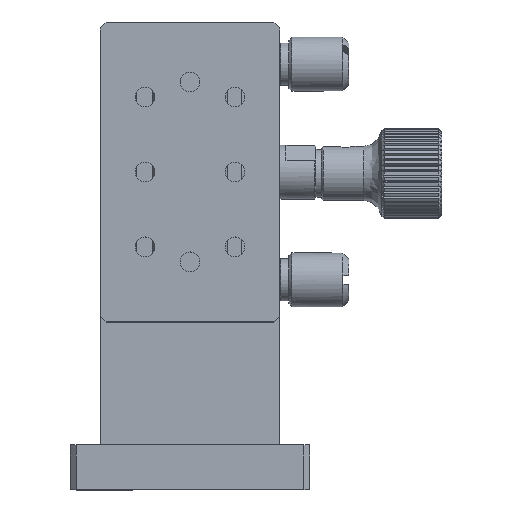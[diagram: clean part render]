
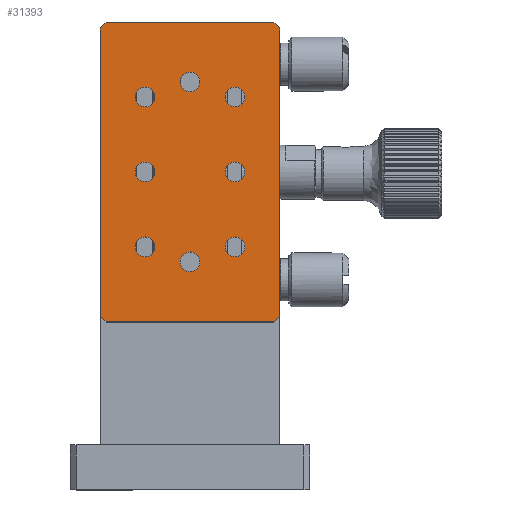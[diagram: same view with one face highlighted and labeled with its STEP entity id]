
A CAD part, top view. The second image highlights one B-rep face of the part: STEP entity #31393.
In plain terms, the highlighted planar face has unit normal (0, 0, 1).
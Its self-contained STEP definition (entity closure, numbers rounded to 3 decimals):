
#544 = ORIENTED_EDGE ( 'NONE', *, *, #22262, .T. ) ;
#595 = EDGE_CURVE ( 'NONE', #25746, #25746, #10522, .T. ) ;
#1920 = LINE ( 'NONE', #91650, #47358 ) ;
#4480 = VERTEX_POINT ( 'NONE', #115847 ) ;
#5221 = CIRCLE ( 'NONE', #12904, 1.65 ) ;
#5225 = CARTESIAN_POINT ( 'NONE',  ( -15., 77., 7.5 ) ) ;
#5404 = DIRECTION ( 'NONE',  ( 1., 0., 0. ) ) ;
#5482 = CARTESIAN_POINT ( 'NONE',  ( -14., 28., 7.5 ) ) ;
#5984 = CARTESIAN_POINT ( 'NONE',  ( -15., 29., 7.5 ) ) ;
#7191 = DIRECTION ( 'NONE',  ( 1., 0., 0. ) ) ;
#7308 = EDGE_LOOP ( 'NONE', ( #27938 ) ) ;
#7710 = DIRECTION ( 'NONE',  ( 0., 1., 0. ) ) ;
#8218 = FACE_BOUND ( 'NONE', #114209, .T. ) ;
#8797 = DIRECTION ( 'NONE',  ( 1., 0., 0. ) ) ;
#9237 = LINE ( 'NONE', #71465, #51332 ) ;
#10522 = CIRCLE ( 'NONE', #94523, 1.65 ) ;
#10981 = EDGE_LOOP ( 'NONE', ( #64732 ) ) ;
#12904 = AXIS2_PLACEMENT_3D ( 'NONE', #94834, #49989, #67340 ) ;
#13535 = EDGE_LOOP ( 'NONE', ( #103001 ) ) ;
#14086 = CARTESIAN_POINT ( 'NONE',  ( 7.5, 65.5, 7.5 ) ) ;
#14844 = CARTESIAN_POINT ( 'NONE',  ( 9.15, 53., 7.5 ) ) ;
#14878 = LINE ( 'NONE', #69318, #97375 ) ;
#16190 = LINE ( 'NONE', #52667, #41602 ) ;
#17616 = DIRECTION ( 'NONE',  ( 0.707, 0.707, 0. ) ) ;
#17765 = PLANE ( 'NONE',  #94736 ) ;
#18253 = VERTEX_POINT ( 'NONE', #83162 ) ;
#19419 = VERTEX_POINT ( 'NONE', #5984 ) ;
#20618 = CARTESIAN_POINT ( 'NONE',  ( 14., 28., 7.5 ) ) ;
#21146 = EDGE_CURVE ( 'NONE', #47132, #46548, #9237, .T. ) ;
#22262 = EDGE_CURVE ( 'NONE', #83669, #83669, #5221, .T. ) ;
#22771 = CARTESIAN_POINT ( 'NONE',  ( 0., 38., 7.5 ) ) ;
#23201 = ORIENTED_EDGE ( 'NONE', *, *, #595, .T. ) ;
#23954 = CARTESIAN_POINT ( 'NONE',  ( 14., 78., 7.5 ) ) ;
#25575 = FACE_BOUND ( 'NONE', #110947, .T. ) ;
#25746 = VERTEX_POINT ( 'NONE', #80754 ) ;
#26709 = AXIS2_PLACEMENT_3D ( 'NONE', #83969, #94110, #92934 ) ;
#26752 = FACE_BOUND ( 'NONE', #7308, .T. ) ;
#27757 = EDGE_CURVE ( 'NONE', #87216, #87216, #40847, .T. ) ;
#27897 = FACE_BOUND ( 'NONE', #39582, .T. ) ;
#27938 = ORIENTED_EDGE ( 'NONE', *, *, #32928, .T. ) ;
#28834 = DIRECTION ( 'NONE',  ( 1., 0., 0. ) ) ;
#30021 = EDGE_CURVE ( 'NONE', #113501, #113501, #96321, .T. ) ;
#30278 = VERTEX_POINT ( 'NONE', #48807 ) ;
#30426 = VECTOR ( 'NONE', #69406, 1000. ) ;
#31393 = ADVANCED_FACE ( 'NONE', ( #72796, #100832, #25575, #45255, #36306, #80585, #8218, #27897, #26752 ), #17765, .T. ) ;
#31948 = EDGE_CURVE ( 'NONE', #68095, #68095, #64189, .T. ) ;
#32928 = EDGE_CURVE ( 'NONE', #77657, #77657, #89273, .T. ) ;
#34981 = EDGE_LOOP ( 'NONE', ( #53014 ) ) ;
#35895 = AXIS2_PLACEMENT_3D ( 'NONE', #83837, #103518, #28834 ) ;
#36306 = FACE_BOUND ( 'NONE', #10981, .T. ) ;
#37689 = ORIENTED_EDGE ( 'NONE', *, *, #111730, .T. ) ;
#38226 = CARTESIAN_POINT ( 'NONE',  ( 9.15, 40.5, 7.5 ) ) ;
#39132 = EDGE_CURVE ( 'NONE', #79462, #4480, #59642, .T. ) ;
#39582 = EDGE_LOOP ( 'NONE', ( #544 ) ) ;
#40320 = VECTOR ( 'NONE', #48301, 1000. ) ;
#40586 = CARTESIAN_POINT ( 'NONE',  ( -5.85, 65.5, 7.5 ) ) ;
#40698 = DIRECTION ( 'NONE',  ( 0., 0., -1. ) ) ;
#40847 = CIRCLE ( 'NONE', #73371, 1.65 ) ;
#41602 = VECTOR ( 'NONE', #109829, 1000. ) ;
#42737 = CARTESIAN_POINT ( 'NONE',  ( -15., 77., 7.5 ) ) ;
#43140 = EDGE_CURVE ( 'NONE', #79462, #19419, #59824, .T. ) ;
#44234 = EDGE_CURVE ( 'NONE', #46548, #18253, #14878, .T. ) ;
#44691 = CARTESIAN_POINT ( 'NONE',  ( 15., 78., 7.5 ) ) ;
#45255 = FACE_BOUND ( 'NONE', #103305, .T. ) ;
#46548 = VERTEX_POINT ( 'NONE', #92399 ) ;
#46773 = DIRECTION ( 'NONE',  ( 1., 0., 0. ) ) ;
#47132 = VERTEX_POINT ( 'NONE', #20618 ) ;
#47358 = VECTOR ( 'NONE', #46773, 1000. ) ;
#47774 = CIRCLE ( 'NONE', #26709, 1.65 ) ;
#48301 = DIRECTION ( 'NONE',  ( 0.707, 0.707, 0. ) ) ;
#48807 = CARTESIAN_POINT ( 'NONE',  ( 1.65, 68., 7.5 ) ) ;
#49989 = DIRECTION ( 'NONE',  ( 0., 0., -1. ) ) ;
#50295 = CARTESIAN_POINT ( 'NONE',  ( 15., 77., 7.5 ) ) ;
#51332 = VECTOR ( 'NONE', #17616, 1000. ) ;
#51533 = CARTESIAN_POINT ( 'NONE',  ( -7.5, 40.5, 7.5 ) ) ;
#52667 = CARTESIAN_POINT ( 'NONE',  ( -14., 28., 7.5 ) ) ;
#53014 = ORIENTED_EDGE ( 'NONE', *, *, #86357, .T. ) ;
#53472 = DIRECTION ( 'NONE',  ( 0., 0., -1. ) ) ;
#54666 = ORIENTED_EDGE ( 'NONE', *, *, #31948, .T. ) ;
#58966 = VERTEX_POINT ( 'NONE', #95450 ) ;
#59368 = VERTEX_POINT ( 'NONE', #5482 ) ;
#59642 = LINE ( 'NONE', #5225, #40320 ) ;
#59824 = LINE ( 'NONE', #69990, #30426 ) ;
#60482 = DIRECTION ( 'NONE',  ( 1., 0., 0. ) ) ;
#61249 = CARTESIAN_POINT ( 'NONE',  ( 7.5, 53., 7.5 ) ) ;
#61697 = ORIENTED_EDGE ( 'NONE', *, *, #81165, .T. ) ;
#62982 = DIRECTION ( 'NONE',  ( -1., 0., 0. ) ) ;
#62997 = ORIENTED_EDGE ( 'NONE', *, *, #44234, .T. ) ;
#64189 = CIRCLE ( 'NONE', #100441, 1.65 ) ;
#64732 = ORIENTED_EDGE ( 'NONE', *, *, #27757, .T. ) ;
#65741 = AXIS2_PLACEMENT_3D ( 'NONE', #61249, #53472, #89955 ) ;
#67340 = DIRECTION ( 'NONE',  ( 1., 0., 0. ) ) ;
#67663 = DIRECTION ( 'NONE',  ( 0.707, -0.707, 0. ) ) ;
#68095 = VERTEX_POINT ( 'NONE', #78837 ) ;
#68240 = AXIS2_PLACEMENT_3D ( 'NONE', #51533, #114876, #60482 ) ;
#69318 = CARTESIAN_POINT ( 'NONE',  ( 15., 78., 7.5 ) ) ;
#69406 = DIRECTION ( 'NONE',  ( 0., -1., 0. ) ) ;
#69990 = CARTESIAN_POINT ( 'NONE',  ( -15., 78., 7.5 ) ) ;
#70640 = VECTOR ( 'NONE', #67663, 1000. ) ;
#71465 = CARTESIAN_POINT ( 'NONE',  ( 14., 28., 7.5 ) ) ;
#72796 = FACE_OUTER_BOUND ( 'NONE', #76606, .T. ) ;
#73371 = AXIS2_PLACEMENT_3D ( 'NONE', #80144, #79545, #7191 ) ;
#76606 = EDGE_LOOP ( 'NONE', ( #91808, #98395, #61697, #82788, #62997, #105826, #107832, #116309 ) ) ;
#77657 = VERTEX_POINT ( 'NONE', #115260 ) ;
#78311 = VERTEX_POINT ( 'NONE', #23954 ) ;
#78837 = CARTESIAN_POINT ( 'NONE',  ( 9.15, 65.5, 7.5 ) ) ;
#79462 = VERTEX_POINT ( 'NONE', #42737 ) ;
#79545 = DIRECTION ( 'NONE',  ( 0., 0., -1. ) ) ;
#80144 = CARTESIAN_POINT ( 'NONE',  ( -7.5, 65.5, 7.5 ) ) ;
#80585 = FACE_BOUND ( 'NONE', #13535, .T. ) ;
#80754 = CARTESIAN_POINT ( 'NONE',  ( 1.65, 38., 7.5 ) ) ;
#81165 = EDGE_CURVE ( 'NONE', #59368, #47132, #1920, .T. ) ;
#81507 = LINE ( 'NONE', #100022, #84107 ) ;
#82788 = ORIENTED_EDGE ( 'NONE', *, *, #21146, .T. ) ;
#83162 = CARTESIAN_POINT ( 'NONE',  ( 15., 77., 7.5 ) ) ;
#83669 = VERTEX_POINT ( 'NONE', #38226 ) ;
#83837 = CARTESIAN_POINT ( 'NONE',  ( 0., 68., 7.5 ) ) ;
#83969 = CARTESIAN_POINT ( 'NONE',  ( -7.5, 53., 7.5 ) ) ;
#84107 = VECTOR ( 'NONE', #62982, 1000. ) ;
#85254 = EDGE_CURVE ( 'NONE', #19419, #59368, #16190, .T. ) ;
#86357 = EDGE_CURVE ( 'NONE', #30278, #30278, #89340, .T. ) ;
#87043 = DIRECTION ( 'NONE',  ( 0., 0., -1. ) ) ;
#87216 = VERTEX_POINT ( 'NONE', #40586 ) ;
#89273 = CIRCLE ( 'NONE', #68240, 1.65 ) ;
#89340 = CIRCLE ( 'NONE', #35895, 1.65 ) ;
#89955 = DIRECTION ( 'NONE',  ( 1., 0., 0. ) ) ;
#91650 = CARTESIAN_POINT ( 'NONE',  ( 15., 28., 7.5 ) ) ;
#91808 = ORIENTED_EDGE ( 'NONE', *, *, #43140, .T. ) ;
#92399 = CARTESIAN_POINT ( 'NONE',  ( 15., 29., 7.5 ) ) ;
#92934 = DIRECTION ( 'NONE',  ( 1., 0., 0. ) ) ;
#94110 = DIRECTION ( 'NONE',  ( 0., 0., -1. ) ) ;
#94523 = AXIS2_PLACEMENT_3D ( 'NONE', #22771, #40698, #5404 ) ;
#94736 = AXIS2_PLACEMENT_3D ( 'NONE', #44691, #99673, #8797 ) ;
#94834 = CARTESIAN_POINT ( 'NONE',  ( 7.5, 40.5, 7.5 ) ) ;
#95450 = CARTESIAN_POINT ( 'NONE',  ( -5.85, 53., 7.5 ) ) ;
#95696 = EDGE_CURVE ( 'NONE', #78311, #18253, #95756, .T. ) ;
#95756 = LINE ( 'NONE', #50295, #70640 ) ;
#96321 = CIRCLE ( 'NONE', #65741, 1.65 ) ;
#97375 = VECTOR ( 'NONE', #7710, 1000. ) ;
#98395 = ORIENTED_EDGE ( 'NONE', *, *, #85254, .T. ) ;
#99673 = DIRECTION ( 'NONE',  ( 0., 0., 1. ) ) ;
#100022 = CARTESIAN_POINT ( 'NONE',  ( 15., 78., 7.5 ) ) ;
#100441 = AXIS2_PLACEMENT_3D ( 'NONE', #14086, #87043, #105543 ) ;
#100832 = FACE_BOUND ( 'NONE', #34981, .T. ) ;
#101432 = EDGE_CURVE ( 'NONE', #78311, #4480, #81507, .T. ) ;
#103001 = ORIENTED_EDGE ( 'NONE', *, *, #30021, .T. ) ;
#103305 = EDGE_LOOP ( 'NONE', ( #54666 ) ) ;
#103518 = DIRECTION ( 'NONE',  ( 0., 0., -1. ) ) ;
#105543 = DIRECTION ( 'NONE',  ( 1., 0., 0. ) ) ;
#105826 = ORIENTED_EDGE ( 'NONE', *, *, #95696, .F. ) ;
#107832 = ORIENTED_EDGE ( 'NONE', *, *, #101432, .T. ) ;
#109829 = DIRECTION ( 'NONE',  ( 0.707, -0.707, 0. ) ) ;
#110947 = EDGE_LOOP ( 'NONE', ( #23201 ) ) ;
#111730 = EDGE_CURVE ( 'NONE', #58966, #58966, #47774, .T. ) ;
#113501 = VERTEX_POINT ( 'NONE', #14844 ) ;
#114209 = EDGE_LOOP ( 'NONE', ( #37689 ) ) ;
#114876 = DIRECTION ( 'NONE',  ( 0., 0., -1. ) ) ;
#115260 = CARTESIAN_POINT ( 'NONE',  ( -5.85, 40.5, 7.5 ) ) ;
#115847 = CARTESIAN_POINT ( 'NONE',  ( -14., 78., 7.5 ) ) ;
#116309 = ORIENTED_EDGE ( 'NONE', *, *, #39132, .F. ) ;
